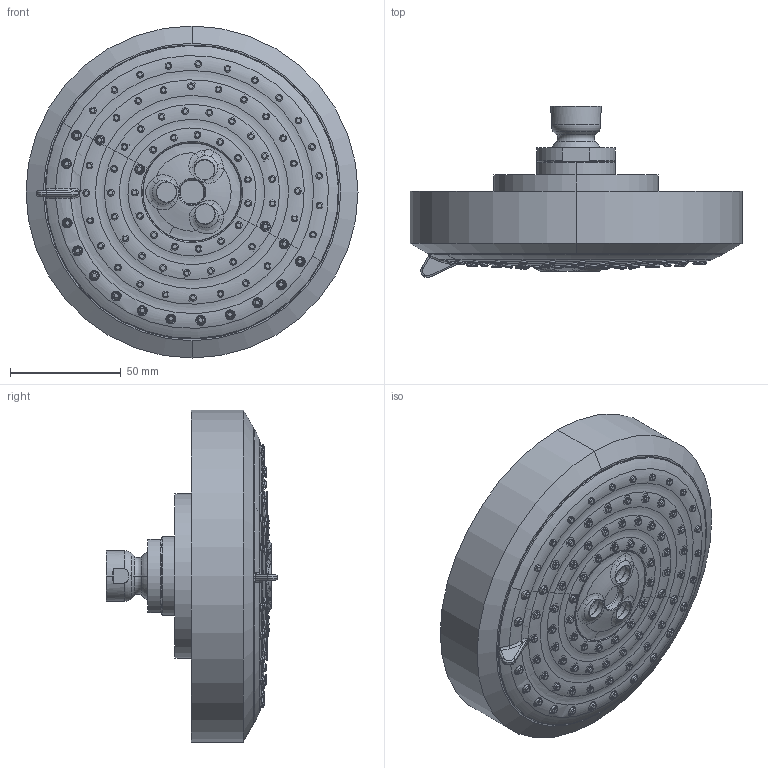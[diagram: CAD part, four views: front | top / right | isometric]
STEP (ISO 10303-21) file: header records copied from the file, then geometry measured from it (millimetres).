
FILE_DESCRIPTION((''),'2;1');
FILE_NAME('2143','2021-03-16T17:03:21',('rsmith'),(''),'CREO PARAMETRIC BY PTC INC, 2018400','CREO PARAMETRIC BY PTC INC, 2018400','');
FILE_SCHEMA(('AUTOMOTIVE_DESIGN { 1 0 10303 214 1 1 1 1 }'));
Length unit declared in the file: inch
Products named in the file (1): 2143
Bounding box: 150.11 x 77.4 x 150.11 mm (x, y, z)
Volume: 595480.4 mm3; surface area: 77268.7 mm2
Topology: 1 solids, 3 shells, 1637 faces, 3814 edges, 2337 vertices
Faces by surface type: cylinder 471, cone 316, torus 282, revolution 236, plane 186, bspline 135, sphere 11
Entity records: 107236 total; most frequent: CARTESIAN_POINT 49076, ORIENTED_EDGE 7592, DIRECTION 5880, PRESENTATION_STYLE_ASSIGNMENT 5582, STYLED_ITEM 4035, CURVE_STYLE 4032, EDGE_CURVE 3796, AXIS2_PLACEMENT_3D 2445
